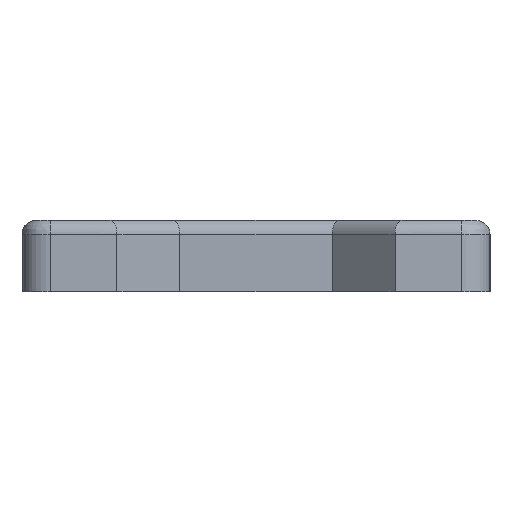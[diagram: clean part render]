
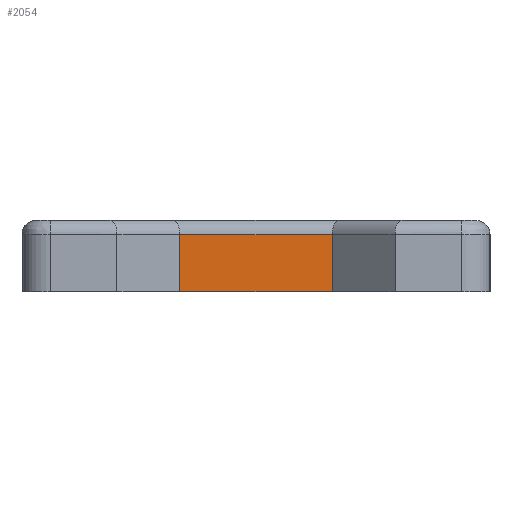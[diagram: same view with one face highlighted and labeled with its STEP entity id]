
A CAD part, left-side view. The second image highlights one B-rep face of the part: STEP entity #2054.
In plain terms, the highlighted planar face has unit normal (-1, 0, 0).
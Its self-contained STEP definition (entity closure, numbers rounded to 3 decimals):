
#49=PLANE('',#2261);
#202=FACE_OUTER_BOUND('',#322,.T.);
#322=EDGE_LOOP('',(#1583,#1584,#1585,#1586));
#473=LINE('',#3221,#671);
#515=LINE('',#3356,#713);
#517=LINE('',#3360,#715);
#518=LINE('',#3361,#716);
#671=VECTOR('',#2583,10.);
#713=VECTOR('',#2711,10.);
#715=VECTOR('',#2715,10.);
#716=VECTOR('',#2716,10.);
#941=VERTEX_POINT('',#3214);
#943=VERTEX_POINT('',#3220);
#984=VERTEX_POINT('',#3355);
#985=VERTEX_POINT('',#3359);
#1160=EDGE_CURVE('',#943,#941,#473,.T.);
#1224=EDGE_CURVE('',#984,#941,#515,.T.);
#1226=EDGE_CURVE('',#985,#943,#517,.T.);
#1227=EDGE_CURVE('',#984,#985,#518,.T.);
#1583=ORIENTED_EDGE('',*,*,#1160,.F.);
#1584=ORIENTED_EDGE('',*,*,#1226,.F.);
#1585=ORIENTED_EDGE('',*,*,#1227,.F.);
#1586=ORIENTED_EDGE('',*,*,#1224,.T.);
#2054=ADVANCED_FACE('',(#202),#49,.T.);
#2261=AXIS2_PLACEMENT_3D('',#3358,#2713,#2714);
#2583=DIRECTION('',(0.,-1.,0.));
#2711=DIRECTION('',(0.,0.,1.));
#2713=DIRECTION('center_axis',(-1.,0.,0.));
#2714=DIRECTION('ref_axis',(0.,-1.,0.));
#2715=DIRECTION('',(0.,0.,1.));
#2716=DIRECTION('',(0.,1.,0.));
#3214=CARTESIAN_POINT('',(2.915,-139.962,5.7));
#3220=CARTESIAN_POINT('',(2.915,-129.283,5.7));
#3221=CARTESIAN_POINT('',(2.915,-131.953,5.7));
#3355=CARTESIAN_POINT('',(2.915,-139.962,1.7));
#3356=CARTESIAN_POINT('',(2.915,-139.962,1.7));
#3358=CARTESIAN_POINT('Origin',(2.915,-129.283,1.7));
#3359=CARTESIAN_POINT('',(2.915,-129.283,1.7));
#3360=CARTESIAN_POINT('',(2.915,-129.283,1.7));
#3361=CARTESIAN_POINT('',(2.915,-139.962,1.7));
